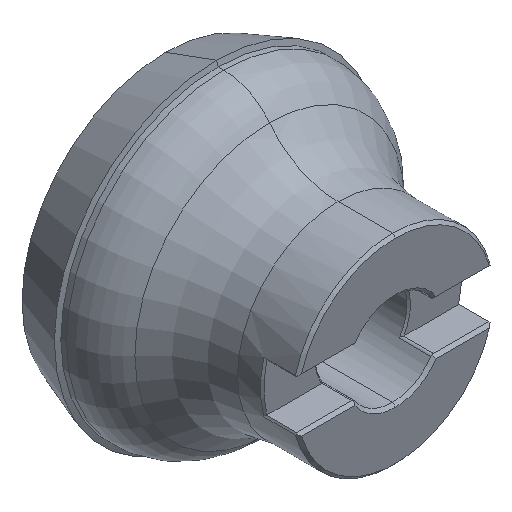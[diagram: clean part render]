
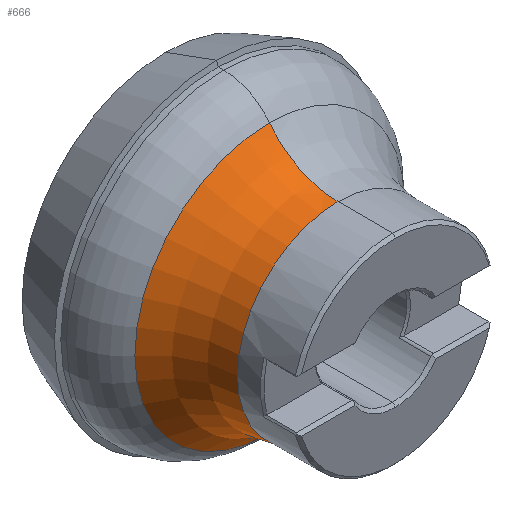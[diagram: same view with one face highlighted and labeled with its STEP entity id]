
A CAD part, isometric view. The second image highlights one B-rep face of the part: STEP entity #666.
In plain terms, the highlighted toroidal (fillet/blend) face has major radius 32.5 mm and minor radius 15 mm.
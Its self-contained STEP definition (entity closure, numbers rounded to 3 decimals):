
#112 = DIRECTION ( 'NONE',  ( 0., 0., 1. ) ) ;
#144 = CARTESIAN_POINT ( 'NONE',  ( 0., 10., 0. ) ) ;
#215 = ORIENTED_EDGE ( 'NONE', *, *, #1175, .F. ) ;
#254 = DIRECTION ( 'NONE',  ( 0., 0., -1. ) ) ;
#337 = AXIS2_PLACEMENT_3D ( 'NONE', #144, #855, #1860 ) ;
#373 = DIRECTION ( 'NONE',  ( 0., 0., -1. ) ) ;
#390 = CIRCLE ( 'NONE', #1226, 23.418 ) ;
#404 = CARTESIAN_POINT ( 'NONE',  ( 0., 10., -17.5 ) ) ;
#444 = CARTESIAN_POINT ( 'NONE',  ( 0., 21.938, -23.418 ) ) ;
#494 = AXIS2_PLACEMENT_3D ( 'NONE', #744, #1744, #583 ) ;
#577 = EDGE_LOOP ( 'NONE', ( #215, #947, #1049, #950 ) ) ;
#583 = DIRECTION ( 'NONE',  ( 0., 0., -1. ) ) ;
#650 = EDGE_CURVE ( 'NONE', #1296, #1343, #1015, .T. ) ;
#666 = ADVANCED_FACE ( 'NONE', ( #1548 ), #1041, .F. ) ;
#727 = DIRECTION ( 'NONE',  ( 0., -1., 0. ) ) ;
#744 = CARTESIAN_POINT ( 'NONE',  ( 0., 10., 32.5 ) ) ;
#749 = CARTESIAN_POINT ( 'NONE',  ( 0., 10., 17.5 ) ) ;
#795 = CARTESIAN_POINT ( 'NONE',  ( 0., 21.938, 0. ) ) ;
#855 = DIRECTION ( 'NONE',  ( 0., -1., 0. ) ) ;
#947 = ORIENTED_EDGE ( 'NONE', *, *, #1386, .T. ) ;
#950 = ORIENTED_EDGE ( 'NONE', *, *, #650, .F. ) ;
#1001 = AXIS2_PLACEMENT_3D ( 'NONE', #1282, #1274, #112 ) ;
#1015 = CIRCLE ( 'NONE', #1001, 15. ) ;
#1041 = TOROIDAL_SURFACE ( 'NONE', #1461, 32.5, 15. ) ;
#1049 = ORIENTED_EDGE ( 'NONE', *, *, #1061, .T. ) ;
#1061 = EDGE_CURVE ( 'NONE', #1811, #1343, #390, .T. ) ;
#1077 = CIRCLE ( 'NONE', #337, 17.5 ) ;
#1087 = DIRECTION ( 'NONE',  ( 0., -1., 0. ) ) ;
#1175 = EDGE_CURVE ( 'NONE', #1708, #1296, #1077, .T. ) ;
#1226 = AXIS2_PLACEMENT_3D ( 'NONE', #795, #1087, #373 ) ;
#1274 = DIRECTION ( 'NONE',  ( -1., 0., 0. ) ) ;
#1282 = CARTESIAN_POINT ( 'NONE',  ( 0., 10., -32.5 ) ) ;
#1296 = VERTEX_POINT ( 'NONE', #404 ) ;
#1343 = VERTEX_POINT ( 'NONE', #444 ) ;
#1386 = EDGE_CURVE ( 'NONE', #1708, #1811, #1864, .T. ) ;
#1437 = CARTESIAN_POINT ( 'NONE',  ( 0., 10., 0. ) ) ;
#1461 = AXIS2_PLACEMENT_3D ( 'NONE', #1437, #727, #254 ) ;
#1548 = FACE_OUTER_BOUND ( 'NONE', #577, .T. ) ;
#1708 = VERTEX_POINT ( 'NONE', #749 ) ;
#1728 = CARTESIAN_POINT ( 'NONE',  ( 0., 21.938, 23.418 ) ) ;
#1744 = DIRECTION ( 'NONE',  ( 1., 0., 0. ) ) ;
#1811 = VERTEX_POINT ( 'NONE', #1728 ) ;
#1860 = DIRECTION ( 'NONE',  ( 0., 0., -1. ) ) ;
#1864 = CIRCLE ( 'NONE', #494, 15. ) ;
